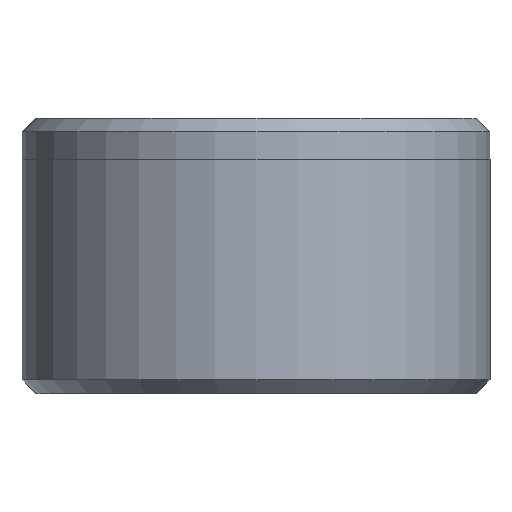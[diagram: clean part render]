
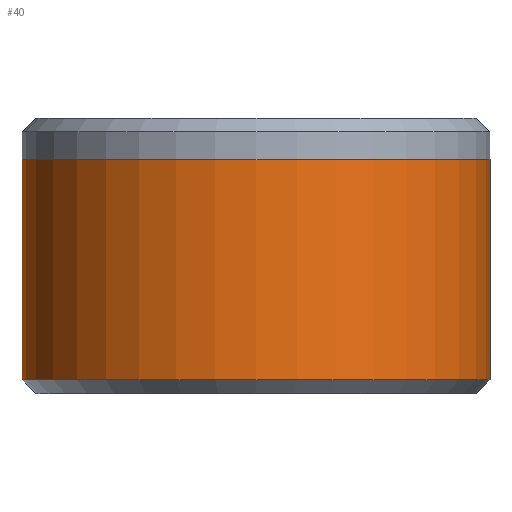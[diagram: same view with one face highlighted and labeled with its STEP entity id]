
A CAD part, front view. The second image highlights one B-rep face of the part: STEP entity #40.
In plain terms, the highlighted cylindrical face has radius 17 mm (diameter 34 mm), a partial arc.
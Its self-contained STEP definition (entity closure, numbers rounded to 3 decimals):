
#40 = ADVANCED_FACE ( 'NONE', ( #636 ), #162, .T. ) ;
#120 = DIRECTION ( 'NONE',  ( 0., 0., 1. ) ) ;
#149 = CIRCLE ( 'NONE', #471, 17. ) ;
#162 = CYLINDRICAL_SURFACE ( 'NONE', #1647, 17. ) ;
#189 = DIRECTION ( 'NONE',  ( 0., 0., -1. ) ) ;
#394 = CARTESIAN_POINT ( 'NONE',  ( -17., 0., 17. ) ) ;
#471 = AXIS2_PLACEMENT_3D ( 'NONE', #521, #526, #667 ) ;
#505 = AXIS2_PLACEMENT_3D ( 'NONE', #1163, #120, #1329 ) ;
#520 = CARTESIAN_POINT ( 'NONE',  ( 17., 0., 17. ) ) ;
#521 = CARTESIAN_POINT ( 'NONE',  ( 0., 0., 17. ) ) ;
#526 = DIRECTION ( 'NONE',  ( 0., 0., 1. ) ) ;
#549 = DIRECTION ( 'NONE',  ( 0., 0., -1. ) ) ;
#608 = EDGE_CURVE ( 'NONE', #1351, #723, #1330, .T. ) ;
#611 = EDGE_CURVE ( 'NONE', #1351, #2135, #149, .T. ) ;
#636 = FACE_OUTER_BOUND ( 'NONE', #1635, .T. ) ;
#651 = VERTEX_POINT ( 'NONE', #1027 ) ;
#667 = DIRECTION ( 'NONE',  ( 1., 0., 0. ) ) ;
#694 = CIRCLE ( 'NONE', #505, 17. ) ;
#723 = VERTEX_POINT ( 'NONE', #1135 ) ;
#732 = ORIENTED_EDGE ( 'NONE', *, *, #611, .F. ) ;
#774 = VECTOR ( 'NONE', #549, 1000. ) ;
#786 = ORIENTED_EDGE ( 'NONE', *, *, #608, .T. ) ;
#862 = DIRECTION ( 'NONE',  ( 0., 0., -1. ) ) ;
#917 = DIRECTION ( 'NONE',  ( -1., 0., 0. ) ) ;
#1027 = CARTESIAN_POINT ( 'NONE',  ( 17., 0., 1. ) ) ;
#1048 = CARTESIAN_POINT ( 'NONE',  ( -17., 0., 20. ) ) ;
#1082 = VECTOR ( 'NONE', #189, 1000. ) ;
#1119 = ORIENTED_EDGE ( 'NONE', *, *, #1511, .T. ) ;
#1135 = CARTESIAN_POINT ( 'NONE',  ( -17., 0., 1. ) ) ;
#1163 = CARTESIAN_POINT ( 'NONE',  ( 0., 0., 1. ) ) ;
#1329 = DIRECTION ( 'NONE',  ( 1., 0., 0. ) ) ;
#1330 = LINE ( 'NONE', #1048, #1082 ) ;
#1351 = VERTEX_POINT ( 'NONE', #394 ) ;
#1511 = EDGE_CURVE ( 'NONE', #723, #651, #694, .T. ) ;
#1635 = EDGE_LOOP ( 'NONE', ( #1706, #732, #786, #1119 ) ) ;
#1647 = AXIS2_PLACEMENT_3D ( 'NONE', #2114, #862, #917 ) ;
#1706 = ORIENTED_EDGE ( 'NONE', *, *, #1807, .F. ) ;
#1752 = CARTESIAN_POINT ( 'NONE',  ( 17., 0., 20. ) ) ;
#1807 = EDGE_CURVE ( 'NONE', #2135, #651, #2110, .T. ) ;
#2110 = LINE ( 'NONE', #1752, #774 ) ;
#2114 = CARTESIAN_POINT ( 'NONE',  ( 0., 0., 20. ) ) ;
#2135 = VERTEX_POINT ( 'NONE', #520 ) ;
